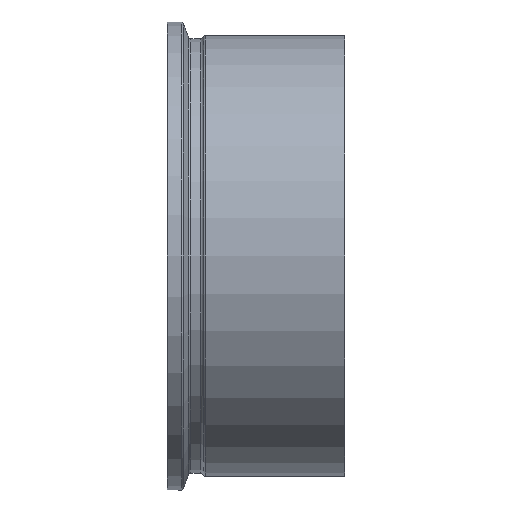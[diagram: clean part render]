
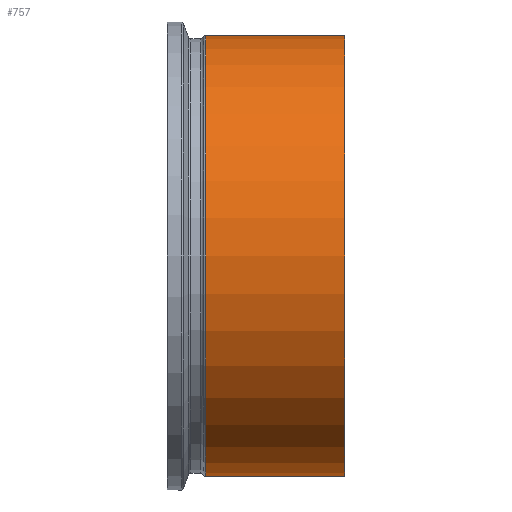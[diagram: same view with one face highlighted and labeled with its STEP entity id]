
A CAD part, front view. The second image highlights one B-rep face of the part: STEP entity #757.
In plain terms, the highlighted cylindrical face has radius 78.64 mm (diameter 157.28 mm), a partial arc.
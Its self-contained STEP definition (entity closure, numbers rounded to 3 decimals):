
#2 = DIRECTION ( 'NONE',  ( -1., 0., 0. ) ) ;
#10 = AXIS2_PLACEMENT_3D ( 'NONE', #571, #713, #82 ) ;
#82 = DIRECTION ( 'NONE',  ( 0., 0., 1. ) ) ;
#135 = CIRCLE ( 'NONE', #362, 78.64 ) ;
#155 = FACE_OUTER_BOUND ( 'NONE', #314, .T. ) ;
#264 = CARTESIAN_POINT ( 'NONE',  ( 13.774, 0., 78.64 ) ) ;
#278 = VECTOR ( 'NONE', #541, 1000. ) ;
#280 = CARTESIAN_POINT ( 'NONE',  ( 13.774, 0., -78.64 ) ) ;
#289 = AXIS2_PLACEMENT_3D ( 'NONE', #370, #2, #359 ) ;
#314 = EDGE_LOOP ( 'NONE', ( #584, #856, #496, #752 ) ) ;
#359 = DIRECTION ( 'NONE',  ( 0., 0., 1. ) ) ;
#362 = AXIS2_PLACEMENT_3D ( 'NONE', #601, #883, #806 ) ;
#370 = CARTESIAN_POINT ( 'NONE',  ( 0., 0., 0. ) ) ;
#376 = EDGE_CURVE ( 'NONE', #714, #785, #135, .T. ) ;
#403 = LINE ( 'NONE', #542, #693 ) ;
#408 = CIRCLE ( 'NONE', #10, 78.64 ) ;
#435 = VERTEX_POINT ( 'NONE', #264 ) ;
#436 = CYLINDRICAL_SURFACE ( 'NONE', #289, 78.64 ) ;
#471 = EDGE_CURVE ( 'NONE', #785, #435, #403, .T. ) ;
#496 = ORIENTED_EDGE ( 'NONE', *, *, #471, .T. ) ;
#541 = DIRECTION ( 'NONE',  ( -1., 0., 0. ) ) ;
#542 = CARTESIAN_POINT ( 'NONE',  ( 0., 0., 78.64 ) ) ;
#545 = CARTESIAN_POINT ( 'NONE',  ( 63.5, 0., -78.64 ) ) ;
#571 = CARTESIAN_POINT ( 'NONE',  ( 13.774, 0., 0. ) ) ;
#584 = ORIENTED_EDGE ( 'NONE', *, *, #697, .F. ) ;
#601 = CARTESIAN_POINT ( 'NONE',  ( 63.5, 0., 0. ) ) ;
#618 = CARTESIAN_POINT ( 'NONE',  ( 0., 0., -78.64 ) ) ;
#693 = VECTOR ( 'NONE', #833, 1000. ) ;
#697 = EDGE_CURVE ( 'NONE', #714, #814, #815, .T. ) ;
#713 = DIRECTION ( 'NONE',  ( -1., 0., 0. ) ) ;
#714 = VERTEX_POINT ( 'NONE', #545 ) ;
#752 = ORIENTED_EDGE ( 'NONE', *, *, #834, .F. ) ;
#757 = ADVANCED_FACE ( 'NONE', ( #155 ), #436, .T. ) ;
#785 = VERTEX_POINT ( 'NONE', #850 ) ;
#806 = DIRECTION ( 'NONE',  ( 0., 0., 1. ) ) ;
#814 = VERTEX_POINT ( 'NONE', #280 ) ;
#815 = LINE ( 'NONE', #618, #278 ) ;
#833 = DIRECTION ( 'NONE',  ( -1., 0., 0. ) ) ;
#834 = EDGE_CURVE ( 'NONE', #814, #435, #408, .T. ) ;
#850 = CARTESIAN_POINT ( 'NONE',  ( 63.5, 0., 78.64 ) ) ;
#856 = ORIENTED_EDGE ( 'NONE', *, *, #376, .T. ) ;
#883 = DIRECTION ( 'NONE',  ( -1., 0., 0. ) ) ;
